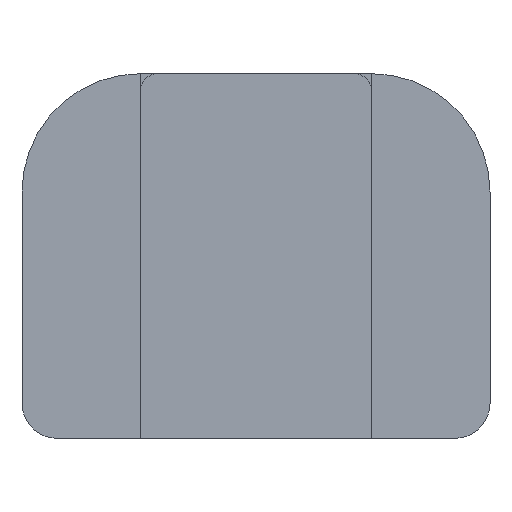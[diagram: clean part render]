
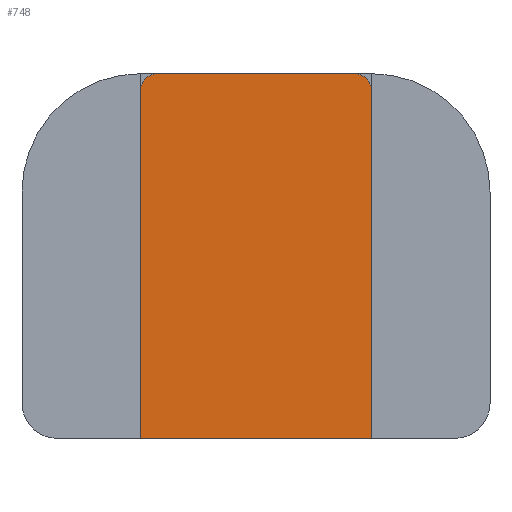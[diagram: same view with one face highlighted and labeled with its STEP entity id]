
A CAD part, front view. The second image highlights one B-rep face of the part: STEP entity #748.
In plain terms, the highlighted planar face has unit normal (0, -1, 0).
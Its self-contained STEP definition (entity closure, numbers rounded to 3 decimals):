
#40=PLANE('',#815);
#76=FACE_OUTER_BOUND('',#116,.T.);
#116=EDGE_LOOP('',(#625,#626,#627,#628,#629,#630));
#141=LINE('',#1078,#227);
#183=LINE('',#1178,#269);
#192=LINE('',#1199,#278);
#201=LINE('',#1217,#287);
#227=VECTOR('',#861,10.);
#269=VECTOR('',#949,10.);
#278=VECTOR('',#968,10.);
#287=VECTOR('',#985,10.);
#313=CIRCLE('',#803,1.);
#316=CIRCLE('',#809,1.);
#335=VERTEX_POINT('',#1075);
#336=VERTEX_POINT('',#1077);
#366=VERTEX_POINT('',#1165);
#367=VERTEX_POINT('',#1166);
#371=VERTEX_POINT('',#1176);
#375=VERTEX_POINT('',#1188);
#406=EDGE_CURVE('',#336,#335,#141,.T.);
#449=EDGE_CURVE('',#366,#367,#313,.T.);
#455=EDGE_CURVE('',#366,#371,#183,.T.);
#460=EDGE_CURVE('',#375,#371,#316,.T.);
#466=EDGE_CURVE('',#375,#336,#192,.T.);
#475=EDGE_CURVE('',#335,#367,#201,.T.);
#625=ORIENTED_EDGE('',*,*,#449,.F.);
#626=ORIENTED_EDGE('',*,*,#455,.T.);
#627=ORIENTED_EDGE('',*,*,#460,.F.);
#628=ORIENTED_EDGE('',*,*,#466,.T.);
#629=ORIENTED_EDGE('',*,*,#406,.T.);
#630=ORIENTED_EDGE('',*,*,#475,.T.);
#748=ADVANCED_FACE('',(#76),#40,.T.);
#803=AXIS2_PLACEMENT_3D('',#1167,#939,#940);
#809=AXIS2_PLACEMENT_3D('',#1189,#959,#960);
#815=AXIS2_PLACEMENT_3D('',#1219,#987,#988);
#861=DIRECTION('',(1.,0.,0.));
#939=DIRECTION('center_axis',(0.,1.,0.));
#940=DIRECTION('ref_axis',(0.707,0.,0.707));
#949=DIRECTION('',(-1.,0.,0.));
#959=DIRECTION('center_axis',(0.,1.,0.));
#960=DIRECTION('ref_axis',(-0.707,0.,0.707));
#968=DIRECTION('',(0.,0.,-1.));
#985=DIRECTION('',(0.,0.,1.));
#987=DIRECTION('center_axis',(0.,-1.,0.));
#988=DIRECTION('ref_axis',(0.,0.,-1.));
#1075=CARTESIAN_POINT('',(6.598,-16.,1.39));
#1077=CARTESIAN_POINT('',(-6.598,-16.,1.39));
#1078=CARTESIAN_POINT('',(0.,-16.,1.39));
#1165=CARTESIAN_POINT('',(5.598,-16.,22.188));
#1166=CARTESIAN_POINT('',(6.598,-16.,21.188));
#1167=CARTESIAN_POINT('Origin',(5.598,-16.,21.188));
#1176=CARTESIAN_POINT('',(-5.598,-16.,22.188));
#1178=CARTESIAN_POINT('',(6.598,-16.,22.188));
#1188=CARTESIAN_POINT('',(-6.598,-16.,21.188));
#1189=CARTESIAN_POINT('Origin',(-5.598,-16.,21.188));
#1199=CARTESIAN_POINT('',(-6.598,-16.,1.39));
#1217=CARTESIAN_POINT('',(6.598,-16.,1.39));
#1219=CARTESIAN_POINT('Origin',(0.,-16.,11.789));
